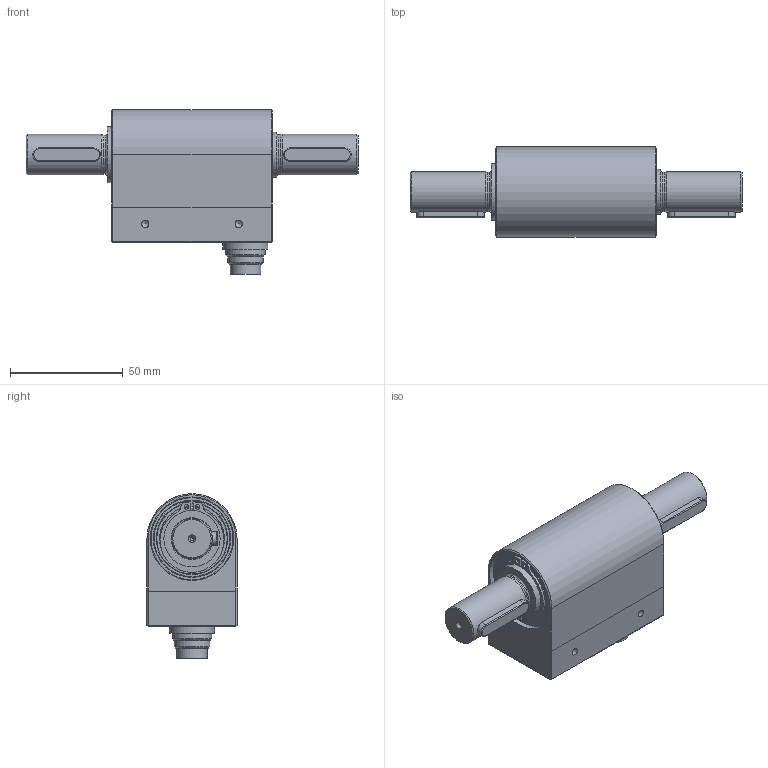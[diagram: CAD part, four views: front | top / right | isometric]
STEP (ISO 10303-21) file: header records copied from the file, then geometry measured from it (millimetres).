
FILE_DESCRIPTION( ( 'Unknown' ), '1' );
FILE_NAME( '2177-Z02_Drehmomentsensor_DOC-00070052.stp', 'Unknown', ( 'Unknown' ), ( 'Unknown' ), 'PSStep 17.0.49', 'Unknown', ' ' );
FILE_SCHEMA( ( 'AUTOMOTIVE_DESIGN { 1 0 10303 214 1 1 1 1 }' ) );
Length unit declared in the file: millimetre
Products named in the file (28): 2155-b03_doc-00037909-oa2; 2155-002_doc-00037341; Sicherungsring DIN 472-32x1,2-T1-oa1; INA-20x32x7-61804 2RS; 2177-B02_Welle_DOC-00070054; Sicherungsring DIN 471-25x1,2-T1; Sicherungsring DIN 471-20x1,2-T1; 2177-010_Welle_DOC-00070059; Paßfeder A6x6x30 DIN 6885_DOC-00070061; Paßfeder A6x6x30 DIN 6885_DOC-00070061-oa0; DOC-00081541; 2155-b05_doc-00037926; 2155-003_doc-00028061; Senkschraube DIN 965-M3x20-H; Senkschraube DIN 965-M3x20-H-oa3; Senkschraube DIN 965-M3x20-H-oa4; Senkschraube DIN 965-M3x20-H-oa5; Assem1; flanschstecker 12-polig serie 723; mutter m18x1,5_doc-00005961
Assembly tree (27 placements, depth 3):
  Assem1
    flanschstecker 12-polig serie 723
    mutter m18x1,5_doc-00005961
    2177-B02_Welle_DOC-00070054
      Sicherungsring DIN 471-25x1,2-T1
      Sicherungsring DIN 471-20x1,2-T1
      2177-010_Welle_DOC-00070059
      Paßfeder A6x6x30 DIN 6885_DOC-00070061
      Paßfeder A6x6x30 DIN 6885_DOC-00070061-oa0
      DOC-00081541
      DOC-00081541
      DOC-00081541
      DOC-00081541
      DOC-00081541
    2155-b03_doc-00037909-oa2
      2155-002_doc-00037341
      Sicherungsring DIN 472-32x1,2-T1-oa1
      INA-20x32x7-61804 2RS
      INA-20x32x7-61804 2RS
      INA-20x32x7-61804 2RS
      INA-20x32x7-61804 2RS
      INA-20x32x7-61804 2RS
    2155-b05_doc-00037926
      2155-003_doc-00028061
      Senkschraube DIN 965-M3x20-H
      Senkschraube DIN 965-M3x20-H-oa3
      Senkschraube DIN 965-M3x20-H-oa4
      Senkschraube DIN 965-M3x20-H-oa5
Bounding box: 147.5 x 40 x 73.15 mm (x, y, z)
Volume: 139498.1 mm3; surface area: 60441.4 mm2
Topology: 24 solids, 26 shells, 466 faces, 1007 edges, 652 vertices
Faces by surface type: plane 207, cylinder 182, cone 47, torus 30
Full cylindrical faces by diameter (mm): 1 x24, 1.6 x2, 2 x4, 2.387 x4, 2.459 x5, 2.5 x2, 3 x4, 3.242 x2, 3.4 x4, 5.6 x4, 12 x1, 13.5 x1, 15 x1, 15.875 x1, 16.5 x1, 17.4 x1, 17.462 x1, 17.6 x1, 17.8 x1, 18 x2, 19 x1, 20 x5, 22 x1, 23.9 x1, 24.031 x2, 25 x3, 28.5 x2, 28.7 x2, 28.8 x2, 29.02 x4
Entity records: 15720 total; most frequent: DIRECTION 2172, CARTESIAN_POINT 1984, ORIENTED_EDGE 1532, AXIS2_PLACEMENT_3D 913, EDGE_CURVE 766, EDGE_LOOP 744, VERTEX_POINT 605, FACE_OUTER_BOUND 592
